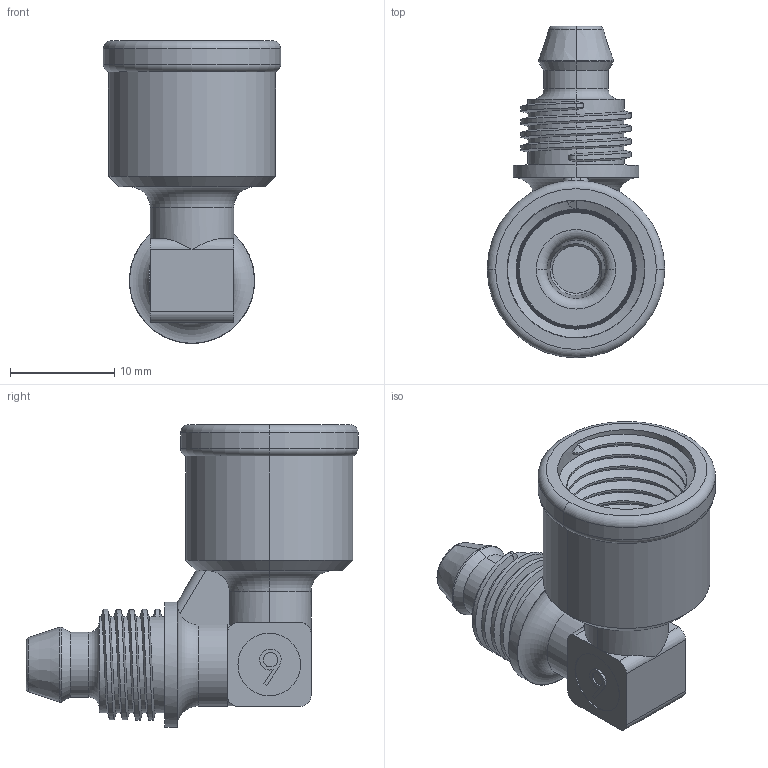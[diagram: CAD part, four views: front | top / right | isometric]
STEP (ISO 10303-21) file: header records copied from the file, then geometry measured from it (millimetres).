
FILE_DESCRIPTION (( 'STEP AP214' ), '1' );
FILE_NAME ('22056946041.STEP', '2020-05-20T07:29:55', ( '' ), ( '' ), 'SwSTEP 2.0', 'SolidWorks 2019', '' );
FILE_SCHEMA (( 'AUTOMOTIVE_DESIGN' ));
Length unit declared in the file: millimetre
Products named in the file (1): 22056946041
Bounding box: 17 x 31.8 x 29 mm (x, y, z)
Volume: 2826.2 mm3; surface area: 3428.5 mm2
Topology: 1 solids, 2 shells, 202 faces, 518 edges, 326 vertices
Faces by surface type: plane 90, cylinder 45, cone 36, torus 16, bspline 15
Entity records: 10744 total; most frequent: CARTESIAN_POINT 6066, ORIENTED_EDGE 1022, DIRECTION 879, EDGE_CURVE 511, VERTEX_POINT 326, AXIS2_PLACEMENT_3D 297, LINE 285, VECTOR 285
